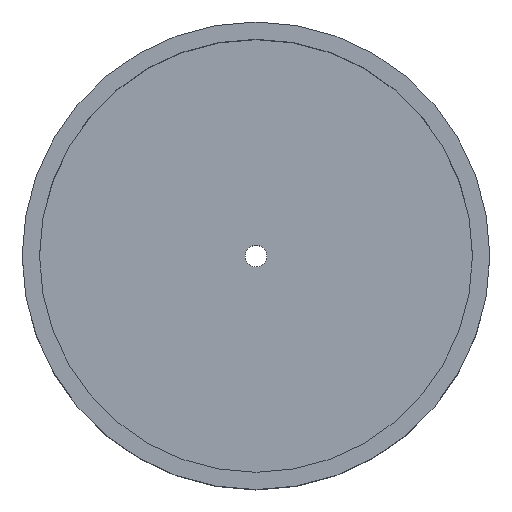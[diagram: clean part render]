
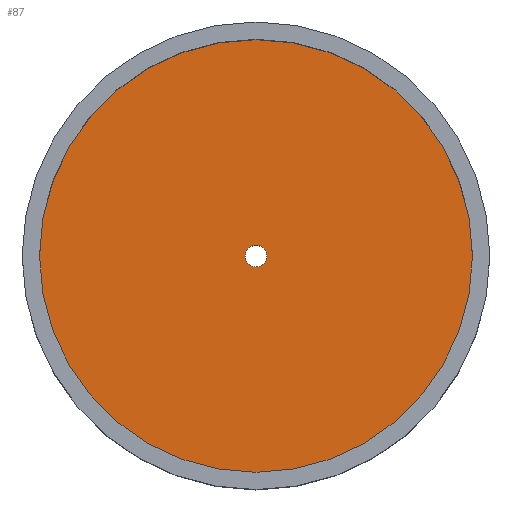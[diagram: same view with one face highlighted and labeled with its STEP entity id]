
A CAD part, top view. The second image highlights one B-rep face of the part: STEP entity #87.
In plain terms, the highlighted planar face has unit normal (0, 0, 1).
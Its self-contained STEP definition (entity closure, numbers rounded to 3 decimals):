
#16=FACE_BOUND('',#32,.T.);
#19=PLANE('',#111);
#24=FACE_OUTER_BOUND('',#31,.T.);
#31=EDGE_LOOP('',(#73));
#32=EDGE_LOOP('',(#74));
#42=CIRCLE('',#105,2.5);
#46=CIRCLE('',#112,50.);
#48=VERTEX_POINT('',#147);
#52=VERTEX_POINT('',#160);
#54=EDGE_CURVE('',#48,#48,#42,.T.);
#60=EDGE_CURVE('',#52,#52,#46,.T.);
#73=ORIENTED_EDGE('',*,*,#60,.T.);
#74=ORIENTED_EDGE('',*,*,#54,.T.);
#87=ADVANCED_FACE('',(#24,#16),#19,.T.);
#105=AXIS2_PLACEMENT_3D('',#148,#120,#121);
#111=AXIS2_PLACEMENT_3D('',#159,#134,#135);
#112=AXIS2_PLACEMENT_3D('',#161,#136,#137);
#120=DIRECTION('center_axis',(0.,0.,-1.));
#121=DIRECTION('ref_axis',(1.,0.,0.));
#134=DIRECTION('center_axis',(0.,0.,1.));
#135=DIRECTION('ref_axis',(1.,0.,0.));
#136=DIRECTION('center_axis',(0.,0.,1.));
#137=DIRECTION('ref_axis',(1.,0.,0.));
#147=CARTESIAN_POINT('',(-2.5,0.,0.));
#148=CARTESIAN_POINT('Origin',(0.,0.,0.));
#159=CARTESIAN_POINT('Origin',(0.,0.,0.));
#160=CARTESIAN_POINT('',(-50.,0.,0.));
#161=CARTESIAN_POINT('Origin',(0.,0.,0.));
